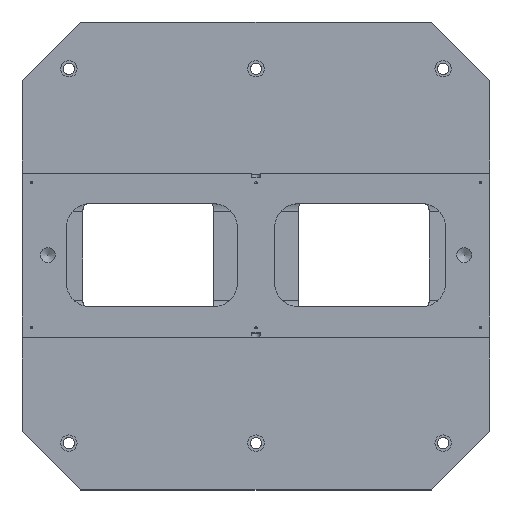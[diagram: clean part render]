
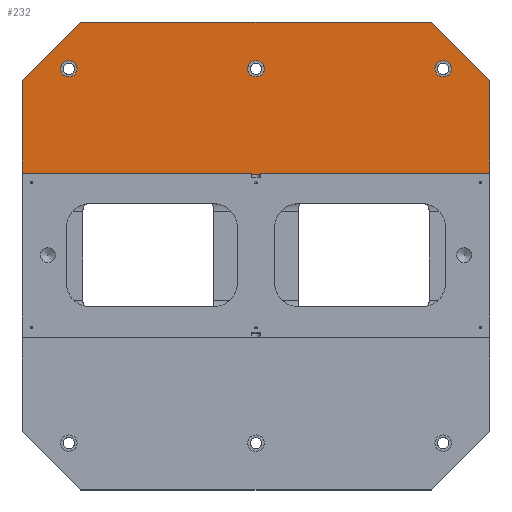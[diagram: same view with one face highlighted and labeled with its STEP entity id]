
A CAD part, top view. The second image highlights one B-rep face of the part: STEP entity #232.
In plain terms, the highlighted planar face has unit normal (0, 0, 1).
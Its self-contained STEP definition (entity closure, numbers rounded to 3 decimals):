
#232 = ADVANCED_FACE( '', ( #955, #956, #957, #958 ), #959, .T. );
#955 = FACE_BOUND( '', #2112, .T. );
#956 = FACE_BOUND( '', #2113, .T. );
#957 = FACE_BOUND( '', #2114, .T. );
#958 = FACE_OUTER_BOUND( '', #2115, .T. );
#959 = PLANE( '', #2116 );
#2112 = EDGE_LOOP( '', ( #4598 ) );
#2113 = EDGE_LOOP( '', ( #4599 ) );
#2114 = EDGE_LOOP( '', ( #4600 ) );
#2115 = EDGE_LOOP( '', ( #4601, #4602, #4603, #4604, #4605, #4606 ) );
#2116 = AXIS2_PLACEMENT_3D( '', #4607, #4608, #4609 );
#4598 = ORIENTED_EDGE( '', *, *, #8364, .T. );
#4599 = ORIENTED_EDGE( '', *, *, #8365, .T. );
#4600 = ORIENTED_EDGE( '', *, *, #8366, .T. );
#4601 = ORIENTED_EDGE( '', *, *, #8367, .T. );
#4602 = ORIENTED_EDGE( '', *, *, #8368, .T. );
#4603 = ORIENTED_EDGE( '', *, *, #8156, .T. );
#4604 = ORIENTED_EDGE( '', *, *, #7947, .T. );
#4605 = ORIENTED_EDGE( '', *, *, #8301, .T. );
#4606 = ORIENTED_EDGE( '', *, *, #8369, .T. );
#4607 = CARTESIAN_POINT( '', ( -500., -500., 55. ) );
#4608 = DIRECTION( '', ( 0., 0., 1. ) );
#4609 = DIRECTION( '', ( 1., 0., 0. ) );
#7947 = EDGE_CURVE( '', #9723, #9721, #9724, .T. );
#8156 = EDGE_CURVE( '', #10125, #9723, #10126, .T. );
#8301 = EDGE_CURVE( '', #9721, #10399, #10401, .T. );
#8364 = EDGE_CURVE( '', #10520, #10520, #10521, .T. );
#8365 = EDGE_CURVE( '', #10522, #10522, #10523, .T. );
#8366 = EDGE_CURVE( '', #10524, #10524, #10525, .T. );
#8367 = EDGE_CURVE( '', #10526, #10527, #10528, .T. );
#8368 = EDGE_CURVE( '', #10527, #10125, #10529, .F. );
#8369 = EDGE_CURVE( '', #10399, #10526, #10530, .F. );
#9721 = VERTEX_POINT( '', #14518 );
#9723 = VERTEX_POINT( '', #14521 );
#9724 = LINE( '', #14522, #14523 );
#10125 = VERTEX_POINT( '', #15107 );
#10126 = LINE( '', #15108, #15109 );
#10399 = VERTEX_POINT( '', #15524 );
#10401 = LINE( '', #15527, #15528 );
#10520 = VERTEX_POINT( '', #15709 );
#10521 = CIRCLE( '', #15710, 17.5 );
#10522 = VERTEX_POINT( '', #15711 );
#10523 = CIRCLE( '', #15712, 17.5 );
#10524 = VERTEX_POINT( '', #15713 );
#10525 = CIRCLE( '', #15714, 17.5 );
#10526 = VERTEX_POINT( '', #15715 );
#10527 = VERTEX_POINT( '', #15716 );
#10528 = LINE( '', #15717, #15718 );
#10529 = LINE( '', #15719, #15720 );
#10530 = LINE( '', #15721, #15722 );
#14518 = CARTESIAN_POINT( '', ( 500., 175., 55. ) );
#14521 = CARTESIAN_POINT( '', ( -500., 175., 55. ) );
#14522 = CARTESIAN_POINT( '', ( -500., 175., 55. ) );
#14523 = VECTOR( '', #17604, 1000. );
#15107 = CARTESIAN_POINT( '', ( -500., 375., 55. ) );
#15108 = CARTESIAN_POINT( '', ( -500., 500., 55. ) );
#15109 = VECTOR( '', #17863, 1000. );
#15524 = CARTESIAN_POINT( '', ( 500., 375., 55. ) );
#15527 = CARTESIAN_POINT( '', ( 500., -500., 55. ) );
#15528 = VECTOR( '', #18010, 1000. );
#15709 = CARTESIAN_POINT( '', ( -400., 382.5, 55. ) );
#15710 = AXIS2_PLACEMENT_3D( '', #18073, #18074, #18075 );
#15711 = CARTESIAN_POINT( '', ( 400., 382.5, 55. ) );
#15712 = AXIS2_PLACEMENT_3D( '', #18076, #18077, #18078 );
#15713 = CARTESIAN_POINT( '', ( 0., 382.5, 55. ) );
#15714 = AXIS2_PLACEMENT_3D( '', #18079, #18080, #18081 );
#15715 = CARTESIAN_POINT( '', ( 375., 500., 55. ) );
#15716 = CARTESIAN_POINT( '', ( -375., 500., 55. ) );
#15717 = CARTESIAN_POINT( '', ( 500., 500., 55. ) );
#15718 = VECTOR( '', #18082, 1000. );
#15719 = CARTESIAN_POINT( '', ( -937.5, -62.5, 55. ) );
#15720 = VECTOR( '', #18083, 1000. );
#15721 = CARTESIAN_POINT( '', ( 437.5, 437.5, 55. ) );
#15722 = VECTOR( '', #18084, 1000. );
#17604 = DIRECTION( '', ( 1., 0., 0. ) );
#17863 = DIRECTION( '', ( 0., -1., 0. ) );
#18010 = DIRECTION( '', ( 0., 1., 0. ) );
#18073 = CARTESIAN_POINT( '', ( -400., 400., 55. ) );
#18074 = DIRECTION( '', ( 0., 0., -1. ) );
#18075 = DIRECTION( '', ( 0., -1., 0. ) );
#18076 = CARTESIAN_POINT( '', ( 400., 400., 55. ) );
#18077 = DIRECTION( '', ( 0., 0., -1. ) );
#18078 = DIRECTION( '', ( 0., -1., 0. ) );
#18079 = CARTESIAN_POINT( '', ( 0., 400., 55. ) );
#18080 = DIRECTION( '', ( 0., 0., -1. ) );
#18081 = DIRECTION( '', ( 0., -1., 0. ) );
#18082 = DIRECTION( '', ( -1., 0., 0. ) );
#18083 = DIRECTION( '', ( 0.707, 0.707, 0. ) );
#18084 = DIRECTION( '', ( 0.707, -0.707, 0. ) );
